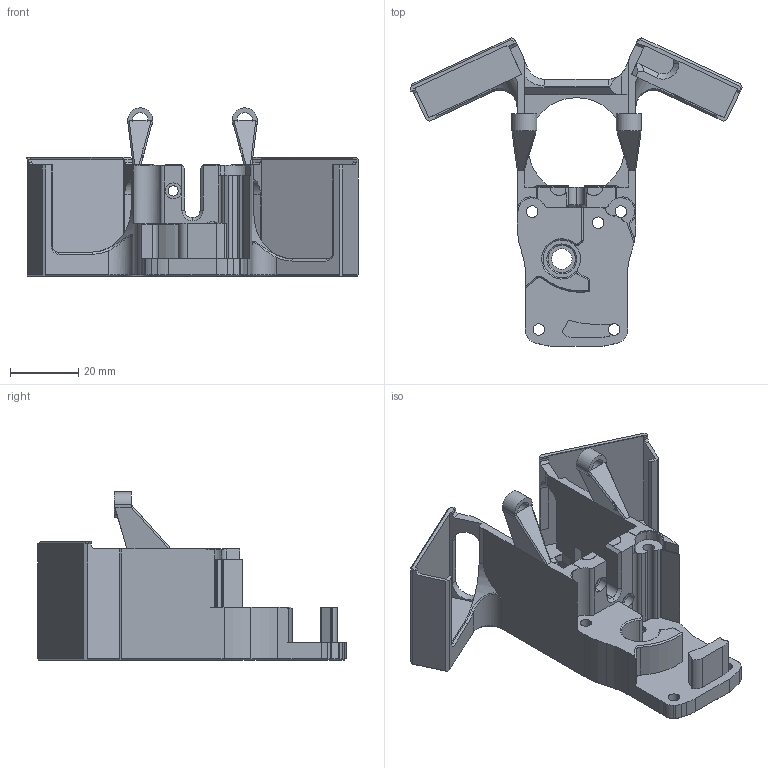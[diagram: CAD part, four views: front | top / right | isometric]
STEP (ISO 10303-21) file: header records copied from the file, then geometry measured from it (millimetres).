
FILE_DESCRIPTION (( 'STEP AP214' ), '1' );
FILE_NAME ('butterfly_shroud_with_probe.STEP', '2022-03-19T01:46:45', ( '' ), ( '' ), 'SwSTEP 2.0', 'SolidWorks 2022', '' );
FILE_SCHEMA (( 'AUTOMOTIVE_DESIGN' ));
Length unit declared in the file: millimetre
Products named in the file (1): butterfly_shroud_with_probe
Bounding box: 97.15 x 90.18 x 49.26 mm (x, y, z)
Volume: 28262.6 mm3; surface area: 23508.3 mm2
Topology: 1 solids, 1 shells, 434 faces, 1175 edges, 738 vertices
Faces by surface type: plane 216, cylinder 110, cone 59, bspline 49
Entity records: 19306 total; most frequent: CARTESIAN_POINT 8624, ORIENTED_EDGE 2350, DIRECTION 2061, EDGE_CURVE 1175, VERTEX_POINT 738, VECTOR 717, LINE 717, AXIS2_PLACEMENT_3D 672
